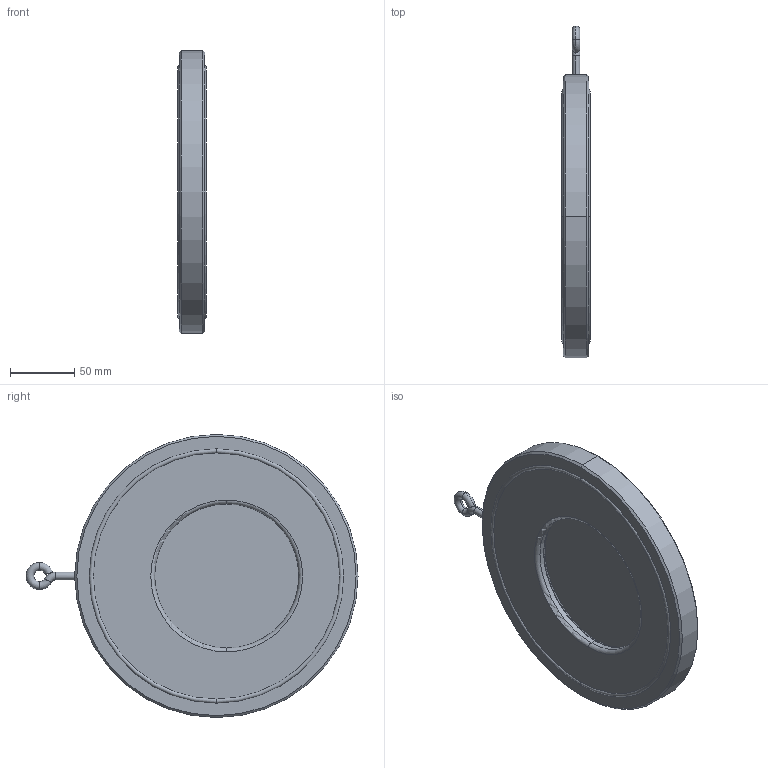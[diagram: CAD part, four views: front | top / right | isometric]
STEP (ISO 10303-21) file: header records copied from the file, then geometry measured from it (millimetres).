
FILE_DESCRIPTION (( 'STEP AP203' ), '1' );
FILE_NAME ('ZRKF-150.STEP', '2013-12-11T08:15:54', ( 'eh' ), ( 'Hewlett-Packard Company' ), 'SwSTEP 2.0', 'SolidWorks 2012', '' );
FILE_SCHEMA (( 'CONFIG_CONTROL_DESIGN' ));
Length unit declared in the file: millimetre
Products named in the file (1): ZRKF-150
Bounding box: 21.8 x 258 x 220 mm (x, y, z)
Volume: 631684.9 mm3; surface area: 109142.3 mm2
Topology: 2 solids, 2 shells, 68 faces, 156 edges, 95 vertices
Faces by surface type: cylinder 20, torus 18, plane 12, cone 10, bspline 8
Entity records: 13557 total; most frequent: CARTESIAN_POINT 11995, DIRECTION 314, ORIENTED_EDGE 308, EDGE_CURVE 154, AXIS2_PLACEMENT_3D 140, VERTEX_POINT 95, CIRCLE 79, EDGE_LOOP 77
